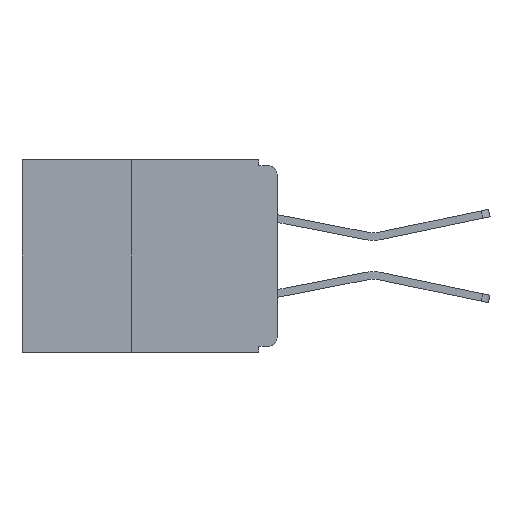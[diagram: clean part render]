
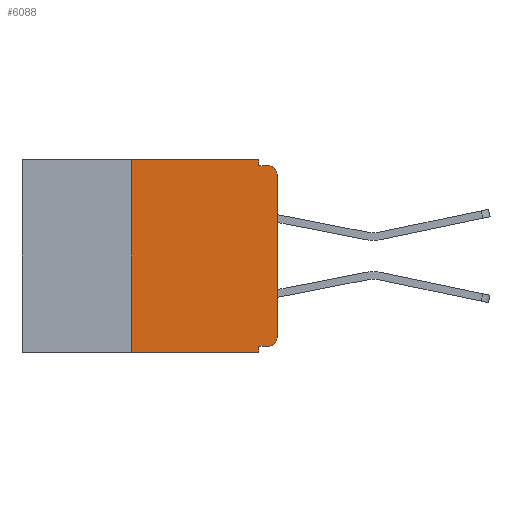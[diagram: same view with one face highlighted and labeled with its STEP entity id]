
A CAD part, left-side view. The second image highlights one B-rep face of the part: STEP entity #6088.
In plain terms, the highlighted planar face has unit normal (-1, 0, 0).
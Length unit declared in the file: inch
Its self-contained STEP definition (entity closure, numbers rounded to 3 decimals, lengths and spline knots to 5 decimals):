
#90 = VERTEX_POINT ( 'NONE', #8160 ) ;
#251 = EDGE_CURVE ( 'NONE', #31222, #24014, #21635, .T. ) ;
#366 = CARTESIAN_POINT ( 'NONE',  ( 0., 0., -0.305 ) ) ;
#1180 = LINE ( 'NONE', #22152, #6326 ) ;
#1238 = EDGE_CURVE ( 'NONE', #25039, #5326, #20009, .T. ) ;
#1292 = DIRECTION ( 'NONE',  ( -1., 0., 0. ) ) ;
#2510 = AXIS2_PLACEMENT_3D ( 'NONE', #3305, #3235, #3802 ) ;
#2529 = VERTEX_POINT ( 'NONE', #366 ) ;
#2748 = CARTESIAN_POINT ( 'NONE',  ( 0., 0.437, 0. ) ) ;
#3235 = DIRECTION ( 'NONE',  ( -1., 0., 0. ) ) ;
#3247 = ORIENTED_EDGE ( 'NONE', *, *, #24270, .T. ) ;
#3277 = ORIENTED_EDGE ( 'NONE', *, *, #12192, .F. ) ;
#3305 = CARTESIAN_POINT ( 'NONE',  ( 0., 0.015, -0.025 ) ) ;
#3587 = CARTESIAN_POINT ( 'NONE',  ( 0., 0.25, -0.33 ) ) ;
#3658 = EDGE_CURVE ( 'NONE', #23909, #24014, #12808, .T. ) ;
#3802 = DIRECTION ( 'NONE',  ( 0., 0., -1. ) ) ;
#4330 = LINE ( 'NONE', #30030, #23837 ) ;
#4672 = CARTESIAN_POINT ( 'NONE',  ( 0., 0.015, -0.01 ) ) ;
#4736 = EDGE_CURVE ( 'NONE', #25202, #24228, #1180, .T. ) ;
#5326 = VERTEX_POINT ( 'NONE', #4672 ) ;
#5629 = CARTESIAN_POINT ( 'NONE',  ( 0., 0., -0.025 ) ) ;
#6063 = LINE ( 'NONE', #15176, #25568 ) ;
#6088 = ADVANCED_FACE ( 'NONE', ( #30830 ), #12878, .F. ) ;
#6326 = VECTOR ( 'NONE', #14641, 39.37008 ) ;
#6810 = VECTOR ( 'NONE', #30323, 39.37008 ) ;
#7355 = CARTESIAN_POINT ( 'NONE',  ( 0., 0.031, -0.01 ) ) ;
#7413 = EDGE_CURVE ( 'NONE', #90, #31222, #17399, .T. ) ;
#7451 = DIRECTION ( 'NONE',  ( 0., 0., 1. ) ) ;
#7851 = DIRECTION ( 'NONE',  ( 1., 0., 0. ) ) ;
#8029 = ORIENTED_EDGE ( 'NONE', *, *, #27177, .F. ) ;
#8160 = CARTESIAN_POINT ( 'NONE',  ( 0., 0.015, -0.32 ) ) ;
#8430 = CARTESIAN_POINT ( 'NONE',  ( 0., 0., -0.32 ) ) ;
#10306 = AXIS2_PLACEMENT_3D ( 'NONE', #16574, #1292, #19093 ) ;
#10562 = VECTOR ( 'NONE', #21131, 39.37008 ) ;
#11777 = CARTESIAN_POINT ( 'NONE',  ( 0., 0.031, 0. ) ) ;
#12192 = EDGE_CURVE ( 'NONE', #23909, #19257, #22595, .T. ) ;
#12292 = EDGE_CURVE ( 'NONE', #90, #2529, #31954, .T. ) ;
#12512 = CARTESIAN_POINT ( 'NONE',  ( 0., 0.031, -0.32 ) ) ;
#12808 = LINE ( 'NONE', #15248, #6810 ) ;
#12878 = PLANE ( 'NONE',  #24111 ) ;
#14111 = VECTOR ( 'NONE', #29847, 39.37008 ) ;
#14641 = DIRECTION ( 'NONE',  ( 0., 0., -1. ) ) ;
#15176 = CARTESIAN_POINT ( 'NONE',  ( 0., 0., 0. ) ) ;
#15248 = CARTESIAN_POINT ( 'NONE',  ( 0., 0.437, -0.33 ) ) ;
#15527 = EDGE_LOOP ( 'NONE', ( #3247, #20783, #8029, #21557, #21180, #3277, #17656, #31761, #19219, #20816 ) ) ;
#15873 = VECTOR ( 'NONE', #16122, 39.37008 ) ;
#16122 = DIRECTION ( 'NONE',  ( 0., 0., 1. ) ) ;
#16574 = CARTESIAN_POINT ( 'NONE',  ( 0., 0.015, -0.305 ) ) ;
#17399 = LINE ( 'NONE', #8430, #10562 ) ;
#17656 = ORIENTED_EDGE ( 'NONE', *, *, #3658, .T. ) ;
#19093 = DIRECTION ( 'NONE',  ( 0., 0., -1. ) ) ;
#19219 = ORIENTED_EDGE ( 'NONE', *, *, #7413, .F. ) ;
#19257 = VERTEX_POINT ( 'NONE', #32613 ) ;
#20009 = CIRCLE ( 'NONE', #2510, 0.015 ) ;
#20783 = ORIENTED_EDGE ( 'NONE', *, *, #1238, .T. ) ;
#20816 = ORIENTED_EDGE ( 'NONE', *, *, #12292, .T. ) ;
#21122 = DIRECTION ( 'NONE',  ( 0., -1., 0. ) ) ;
#21131 = DIRECTION ( 'NONE',  ( 0., 1., 0. ) ) ;
#21180 = ORIENTED_EDGE ( 'NONE', *, *, #27424, .F. ) ;
#21404 = VECTOR ( 'NONE', #21122, 39.37008 ) ;
#21557 = ORIENTED_EDGE ( 'NONE', *, *, #4736, .F. ) ;
#21635 = LINE ( 'NONE', #28966, #14111 ) ;
#22152 = CARTESIAN_POINT ( 'NONE',  ( 0., 0.031, 0. ) ) ;
#22203 = LINE ( 'NONE', #26087, #21404 ) ;
#22474 = DIRECTION ( 'NONE',  ( 0., -1., 0. ) ) ;
#22595 = LINE ( 'NONE', #31178, #15873 ) ;
#23837 = VECTOR ( 'NONE', #22474, 39.37008 ) ;
#23909 = VERTEX_POINT ( 'NONE', #3587 ) ;
#24014 = VERTEX_POINT ( 'NONE', #31787 ) ;
#24111 = AXIS2_PLACEMENT_3D ( 'NONE', #2748, #7851, #25625 ) ;
#24228 = VERTEX_POINT ( 'NONE', #7355 ) ;
#24270 = EDGE_CURVE ( 'NONE', #2529, #25039, #6063, .T. ) ;
#25039 = VERTEX_POINT ( 'NONE', #5629 ) ;
#25202 = VERTEX_POINT ( 'NONE', #11777 ) ;
#25568 = VECTOR ( 'NONE', #7451, 39.37008 ) ;
#25625 = DIRECTION ( 'NONE',  ( 0., 0., -1. ) ) ;
#26087 = CARTESIAN_POINT ( 'NONE',  ( 0., 0.437, 0. ) ) ;
#27177 = EDGE_CURVE ( 'NONE', #24228, #5326, #4330, .T. ) ;
#27424 = EDGE_CURVE ( 'NONE', #19257, #25202, #22203, .T. ) ;
#28966 = CARTESIAN_POINT ( 'NONE',  ( 0., 0.031, -0.33 ) ) ;
#29847 = DIRECTION ( 'NONE',  ( 0., 0., -1. ) ) ;
#30030 = CARTESIAN_POINT ( 'NONE',  ( 0., 0., -0.01 ) ) ;
#30323 = DIRECTION ( 'NONE',  ( 0., -1., 0. ) ) ;
#30830 = FACE_OUTER_BOUND ( 'NONE', #15527, .T. ) ;
#31178 = CARTESIAN_POINT ( 'NONE',  ( 0., 0.25, -0.33 ) ) ;
#31222 = VERTEX_POINT ( 'NONE', #12512 ) ;
#31761 = ORIENTED_EDGE ( 'NONE', *, *, #251, .F. ) ;
#31787 = CARTESIAN_POINT ( 'NONE',  ( 0., 0.031, -0.33 ) ) ;
#31954 = CIRCLE ( 'NONE', #10306, 0.015 ) ;
#32613 = CARTESIAN_POINT ( 'NONE',  ( 0., 0.25, 0. ) ) ;
